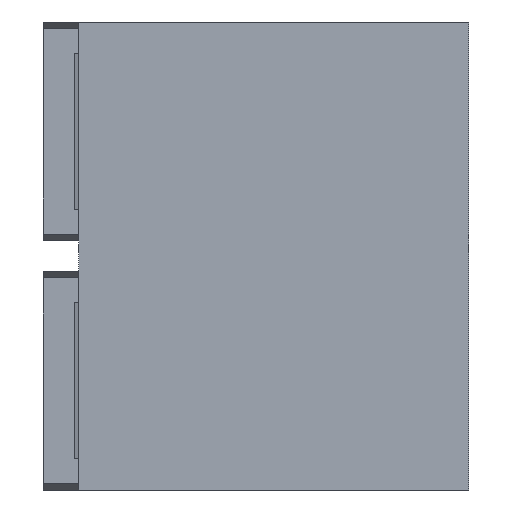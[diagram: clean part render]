
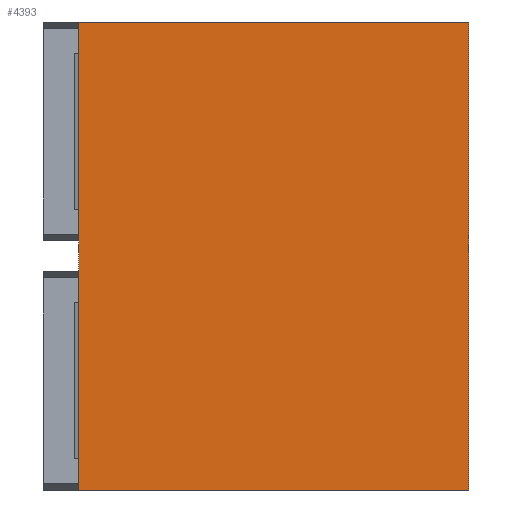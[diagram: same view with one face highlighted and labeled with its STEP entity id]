
A CAD part, front view. The second image highlights one B-rep face of the part: STEP entity #4393.
In plain terms, the highlighted planar face has unit normal (0, -1, 0).
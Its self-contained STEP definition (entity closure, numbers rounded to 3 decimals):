
#4354=CARTESIAN_POINT('',(125.0,0.,150.0));
#4355=DIRECTION('',(0.0,1.0,0.0));
#4356=DIRECTION('',(1.0,0.0,0.0));
#4357=AXIS2_PLACEMENT_3D('',#4354,#4355,#4356);
#4358=PLANE('',#4357);
#4359=CARTESIAN_POINT('',(250.0,0.0,0.0));
#4360=VERTEX_POINT('',#4359);
#4361=CARTESIAN_POINT('',(250.0,0.,300.0));
#4362=VERTEX_POINT('',#4361);
#4363=CARTESIAN_POINT('',(250.0,0.,0.0));
#4364=DIRECTION('',(0.0,0.0,1.0));
#4365=VECTOR('',#4364,300.0);
#4366=LINE('',#4363,#4365);
#4367=EDGE_CURVE('',#4360,#4362,#4366,.T.);
#4368=ORIENTED_EDGE('',*,*,#4367,.T.);
#4369=CARTESIAN_POINT('',(0.0,0.,300.0));
#4370=VERTEX_POINT('',#4369);
#4371=CARTESIAN_POINT('',(250.0,0.,300.0));
#4372=DIRECTION('',(-1.0,0.0,0.0));
#4373=VECTOR('',#4372,250.0);
#4374=LINE('',#4371,#4373);
#4375=EDGE_CURVE('',#4362,#4370,#4374,.T.);
#4376=ORIENTED_EDGE('',*,*,#4375,.T.);
#4377=CARTESIAN_POINT('',(0.0,0.0,0.0));
#4378=VERTEX_POINT('',#4377);
#4379=CARTESIAN_POINT('',(0.0,0.,300.0));
#4380=DIRECTION('',(0.0,0.0,-1.0));
#4381=VECTOR('',#4380,300.0);
#4382=LINE('',#4379,#4381);
#4383=EDGE_CURVE('',#4370,#4378,#4382,.T.);
#4384=ORIENTED_EDGE('',*,*,#4383,.T.);
#4385=CARTESIAN_POINT('',(0.0,0.0,0.0));
#4386=DIRECTION('',(1.0,0.0,0.0));
#4387=VECTOR('',#4386,250.0);
#4388=LINE('',#4385,#4387);
#4389=EDGE_CURVE('',#4378,#4360,#4388,.T.);
#4390=ORIENTED_EDGE('',*,*,#4389,.T.);
#4391=EDGE_LOOP('',(#4368,#4376,#4384,#4390));
#4392=FACE_OUTER_BOUND('',#4391,.T.);
#4393=ADVANCED_FACE('',(#4392),#4358,.F.);
